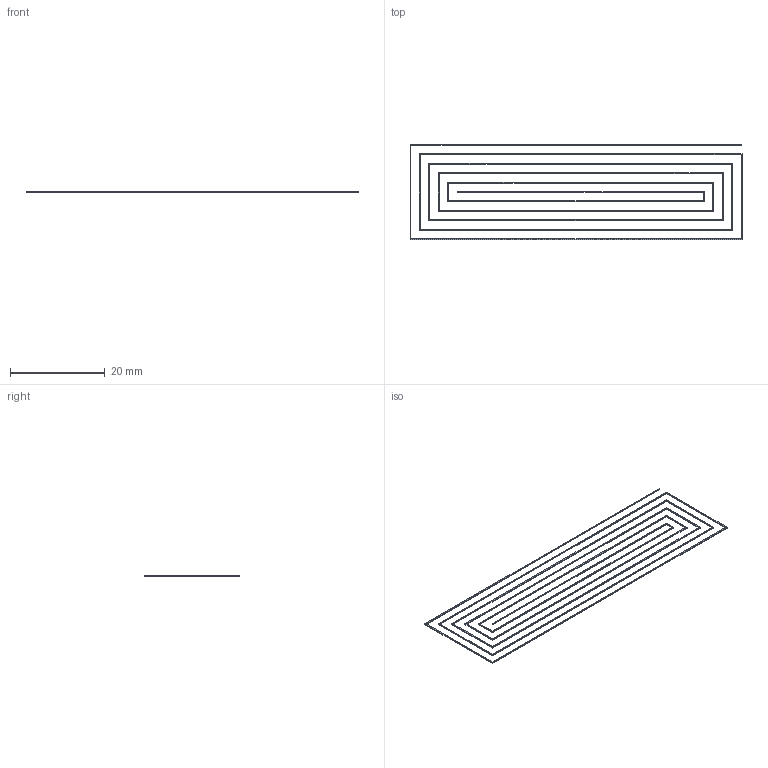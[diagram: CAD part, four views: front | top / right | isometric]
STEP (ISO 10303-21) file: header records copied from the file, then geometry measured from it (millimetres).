
FILE_DESCRIPTION (( 'STEP AP214' ), '1' );
FILE_NAME ('helical strip.STEP', '2020-06-15T18:06:51', ( '' ), ( '' ), 'SwSTEP 2.0', 'SolidWorks 2018', '' );
FILE_SCHEMA (( 'AUTOMOTIVE_DESIGN' ));
Length unit declared in the file: millimetre
Products named in the file (1): helical strip
Bounding box: 70.2 x 20.2 x 0.2 mm (x, y, z)
Volume: 31.6 mm3; surface area: 632.1 mm2
Topology: 1 solids, 1 shells, 86 faces, 172 edges, 88 vertices
Faces by surface type: plane 86
Entity records: 2110 total; most frequent: CARTESIAN_POINT 347, DIRECTION 346, ORIENTED_EDGE 344, LINE 172, EDGE_CURVE 172, VECTOR 172, VERTEX_POINT 88, AXIS2_PLACEMENT_3D 87
